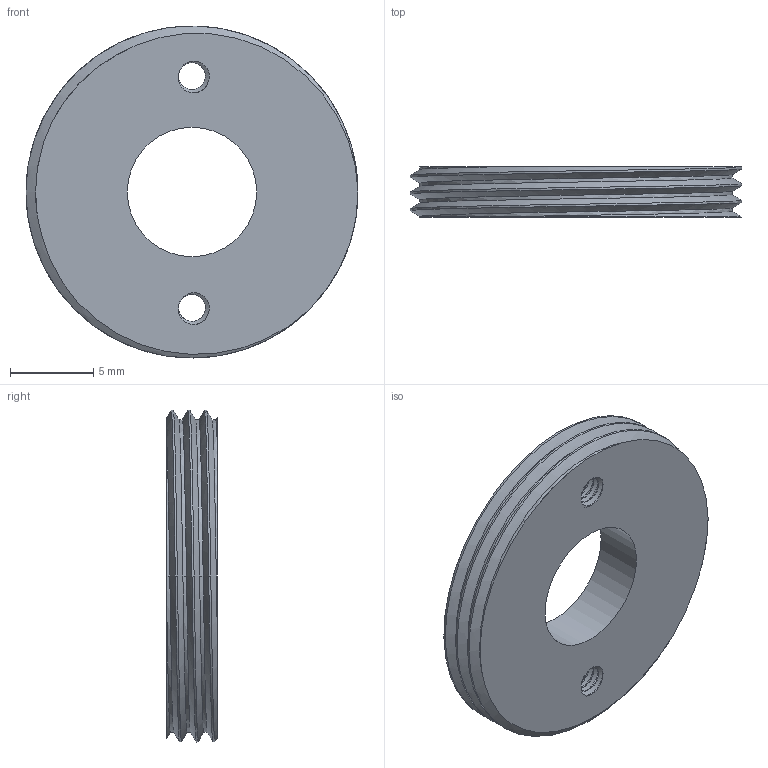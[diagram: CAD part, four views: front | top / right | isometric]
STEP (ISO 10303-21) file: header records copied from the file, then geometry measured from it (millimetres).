
FILE_DESCRIPTION(/* description */ (''),/* implementation_level */ '2;1');
FILE_NAME(/* name */ 'laser filter support mini v3.step',/* time_stamp */ '2019-06-02T20:56:55-03:00',/* author */ (''),/* organization */ (''),/* preprocessor_version */ 'ST-DEVELOPER v18',/* originating_system */ 'Autodesk Translation Framework v8.2.0.1029',/* authorisation */ '');
FILE_SCHEMA (('AUTOMOTIVE_DESIGN { 1 0 10303 214 3 1 1 }'));
Length unit declared in the file: millimetre
Products named in the file (1): laser filter support mini
Bounding box: 19.88 x 3 x 19.88 mm (x, y, z)
Volume: 719.2 mm3; surface area: 913.8 mm2
Topology: 1 solids, 1 shells, 56 faces, 154 edges, 100 vertices
Faces by surface type: cylinder 48, bspline 6, plane 2
Full cylindrical faces by diameter (mm): 1.623 x14, 2.074 x18, 7.75 x1, 18.741 x3, 19.884 x2
Entity records: 5161 total; most frequent: CARTESIAN_POINT 3881, ORIENTED_EDGE 308, DIRECTION 180, EDGE_CURVE 154, VERTEX_POINT 100, B_SPLINE_CURVE_WITH_KNOTS 94, AXIS2_PLACEMENT_3D 69, EDGE_LOOP 62
